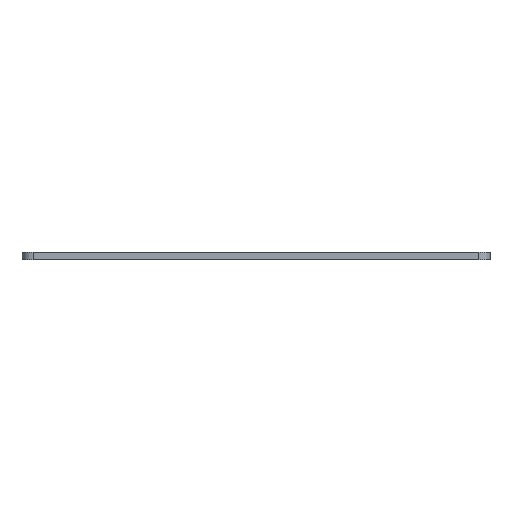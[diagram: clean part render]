
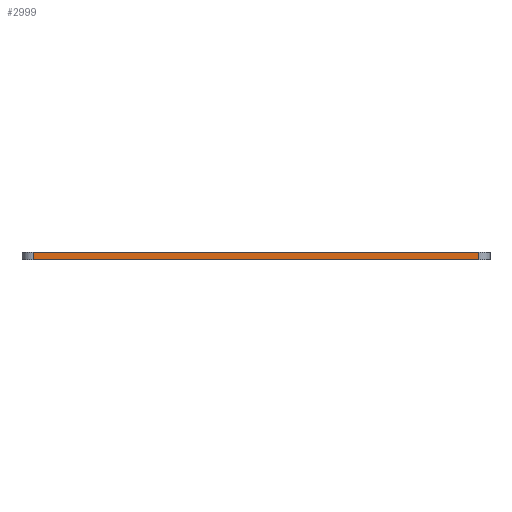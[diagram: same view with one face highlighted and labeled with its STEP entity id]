
A CAD part, left-side view. The second image highlights one B-rep face of the part: STEP entity #2999.
In plain terms, the highlighted planar face has unit normal (-1, 0, 0).
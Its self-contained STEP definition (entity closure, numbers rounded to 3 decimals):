
#94=PLANE('',#3158);
#231=FACE_OUTER_BOUND('',#413,.T.);
#413=EDGE_LOOP('',(#2293,#2294,#2295,#2296));
#595=LINE('',#4061,#1001);
#728=LINE('',#4345,#1134);
#729=LINE('',#4349,#1135);
#730=LINE('',#4350,#1136);
#1001=VECTOR('',#3323,10.);
#1134=VECTOR('',#3480,10.);
#1135=VECTOR('',#3485,10.);
#1136=VECTOR('',#3486,10.);
#1428=VERTEX_POINT('',#4058);
#1429=VERTEX_POINT('',#4060);
#1568=VERTEX_POINT('',#4344);
#1569=VERTEX_POINT('',#4348);
#1714=EDGE_CURVE('',#1428,#1429,#595,.T.);
#1856=EDGE_CURVE('',#1429,#1568,#728,.T.);
#1858=EDGE_CURVE('',#1569,#1428,#729,.T.);
#1859=EDGE_CURVE('',#1569,#1568,#730,.T.);
#2293=ORIENTED_EDGE('',*,*,#1856,.F.);
#2294=ORIENTED_EDGE('',*,*,#1714,.F.);
#2295=ORIENTED_EDGE('',*,*,#1858,.F.);
#2296=ORIENTED_EDGE('',*,*,#1859,.T.);
#2999=ADVANCED_FACE('',(#231),#94,.T.);
#3158=AXIS2_PLACEMENT_3D('',#4347,#3483,#3484);
#3323=DIRECTION('',(0.,-1.,0.));
#3480=DIRECTION('',(0.,0.,-1.));
#3483=DIRECTION('center_axis',(-1.,0.,0.));
#3484=DIRECTION('ref_axis',(0.,-1.,0.));
#3485=DIRECTION('',(0.,0.,1.));
#3486=DIRECTION('',(0.,-1.,0.));
#4058=CARTESIAN_POINT('',(-0.35,122.85,2.));
#4060=CARTESIAN_POINT('',(-0.35,2.85,2.));
#4061=CARTESIAN_POINT('',(-0.35,125.85,2.));
#4344=CARTESIAN_POINT('',(-0.35,2.85,0.));
#4345=CARTESIAN_POINT('',(-0.35,2.85,0.));
#4347=CARTESIAN_POINT('Origin',(-0.35,125.85,0.));
#4348=CARTESIAN_POINT('',(-0.35,122.85,0.));
#4349=CARTESIAN_POINT('',(-0.35,122.85,0.));
#4350=CARTESIAN_POINT('',(-0.35,125.85,0.));
